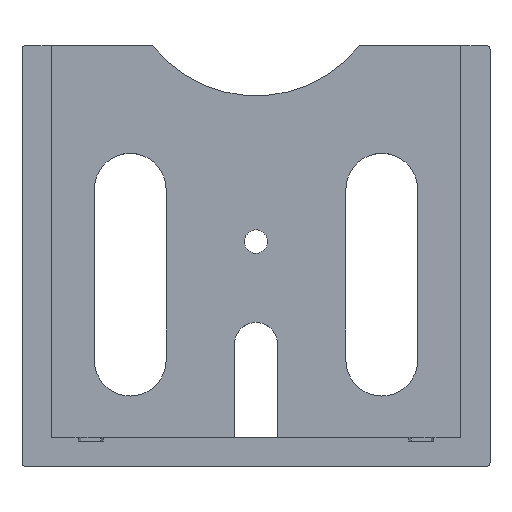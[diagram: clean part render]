
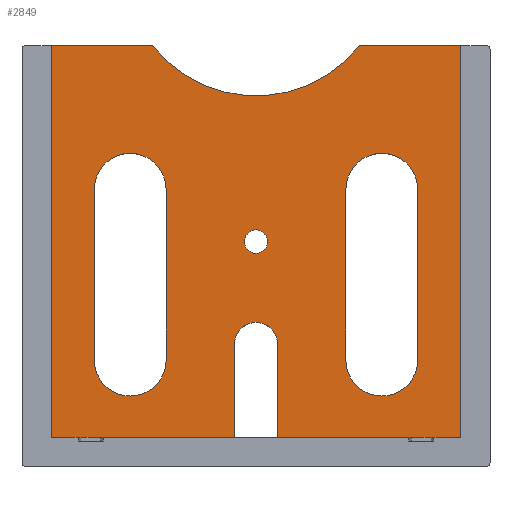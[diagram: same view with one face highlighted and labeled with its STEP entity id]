
A CAD part, top view. The second image highlights one B-rep face of the part: STEP entity #2849.
In plain terms, the highlighted planar face has unit normal (0, 0, 1).
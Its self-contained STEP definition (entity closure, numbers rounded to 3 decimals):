
#2093=CARTESIAN_POINT('Vertex',(-114.,109.,2.6)) ;
#2096=CARTESIAN_POINT('Line Origine',(-85.75,109.,2.6)) ;
#2100=CARTESIAN_POINT('Vertex',(-57.5,109.,2.6)) ;
#2250=CARTESIAN_POINT('Vertex',(57.5,109.,2.6)) ;
#2253=CARTESIAN_POINT('Line Origine',(85.75,109.,2.6)) ;
#2257=CARTESIAN_POINT('Vertex',(114.,109.,2.6)) ;
#2284=CARTESIAN_POINT('Line Origine',(114.,0.,2.6)) ;
#2288=CARTESIAN_POINT('Vertex',(114.,-109.,2.6)) ;
#2308=CARTESIAN_POINT('Line Origine',(63.,-109.,2.6)) ;
#2312=CARTESIAN_POINT('Vertex',(12.,-109.,2.6)) ;
#2338=CARTESIAN_POINT('Vertex',(-12.,-109.,2.6)) ;
#2341=CARTESIAN_POINT('Line Origine',(-63.,-109.,2.6)) ;
#2345=CARTESIAN_POINT('Vertex',(-114.,-109.,2.6)) ;
#2556=CARTESIAN_POINT('Line Origine',(-114.,0.,2.6)) ;
#2722=CARTESIAN_POINT('Axis2P3D Location',(0.,0.,2.6)) ;
#2727=CARTESIAN_POINT('Line Origine',(-12.,-83.,2.6)) ;
#2731=CARTESIAN_POINT('Vertex',(-12.,-57.,2.6)) ;
#2734=CARTESIAN_POINT('Axis2P3D Location',(0.,-57.,2.6)) ;
#2738=CARTESIAN_POINT('Vertex',(12.,-57.,2.6)) ;
#2741=CARTESIAN_POINT('Line Origine',(12.,-83.,2.6)) ;
#2746=CARTESIAN_POINT('Axis2P3D Location',(0.,154.04,2.6)) ;
#2763=CARTESIAN_POINT('Axis2P3D Location',(0.,0.,2.6)) ;
#2767=CARTESIAN_POINT('Vertex',(-6.5,0.,2.6)) ;
#2769=CARTESIAN_POINT('Vertex',(6.5,0.,2.6)) ;
#2772=CARTESIAN_POINT('Axis2P3D Location',(0.,0.,2.6)) ;
#2781=CARTESIAN_POINT('Line Origine',(-50.,-18.5,2.6)) ;
#2785=CARTESIAN_POINT('Vertex',(-50.,-66.,2.6)) ;
#2787=CARTESIAN_POINT('Vertex',(-50.,29.,2.6)) ;
#2790=CARTESIAN_POINT('Axis2P3D Location',(-70.,-66.,2.6)) ;
#2794=CARTESIAN_POINT('Vertex',(-90.,-66.,2.6)) ;
#2797=CARTESIAN_POINT('Line Origine',(-90.,-18.5,2.6)) ;
#2801=CARTESIAN_POINT('Vertex',(-90.,29.,2.6)) ;
#2804=CARTESIAN_POINT('Axis2P3D Location',(-70.,29.,2.6)) ;
#2815=CARTESIAN_POINT('Axis2P3D Location',(70.,29.,2.6)) ;
#2819=CARTESIAN_POINT('Vertex',(90.,29.,2.6)) ;
#2821=CARTESIAN_POINT('Vertex',(50.,29.,2.6)) ;
#2824=CARTESIAN_POINT('Line Origine',(90.,-18.5,2.6)) ;
#2828=CARTESIAN_POINT('Vertex',(90.,-66.,2.6)) ;
#2831=CARTESIAN_POINT('Axis2P3D Location',(70.,-66.,2.6)) ;
#2835=CARTESIAN_POINT('Vertex',(50.,-66.,2.6)) ;
#2838=CARTESIAN_POINT('Line Origine',(50.,-18.5,2.6)) ;
#2097=DIRECTION('Vector Direction',(-1.,0.,0.)) ;
#2254=DIRECTION('Vector Direction',(-1.,0.,0.)) ;
#2285=DIRECTION('Vector Direction',(0.,1.,0.)) ;
#2309=DIRECTION('Vector Direction',(1.,0.,0.)) ;
#2342=DIRECTION('Vector Direction',(1.,0.,0.)) ;
#2557=DIRECTION('Vector Direction',(0.,-1.,0.)) ;
#2723=DIRECTION('Axis2P3D Direction',(0.,0.,1.)) ;
#2724=DIRECTION('Axis2P3D XDirection',(1.,0.,0.)) ;
#2728=DIRECTION('Vector Direction',(0.,1.,0.)) ;
#2735=DIRECTION('Axis2P3D Direction',(0.,0.,1.)) ;
#2742=DIRECTION('Vector Direction',(0.,-1.,0.)) ;
#2747=DIRECTION('Axis2P3D Direction',(0.,0.,1.)) ;
#2764=DIRECTION('Axis2P3D Direction',(0.,0.,1.)) ;
#2773=DIRECTION('Axis2P3D Direction',(0.,0.,1.)) ;
#2782=DIRECTION('Vector Direction',(0.,-1.,0.)) ;
#2791=DIRECTION('Axis2P3D Direction',(0.,0.,1.)) ;
#2798=DIRECTION('Vector Direction',(0.,1.,0.)) ;
#2805=DIRECTION('Axis2P3D Direction',(0.,0.,1.)) ;
#2816=DIRECTION('Axis2P3D Direction',(0.,0.,1.)) ;
#2825=DIRECTION('Vector Direction',(0.,1.,0.)) ;
#2832=DIRECTION('Axis2P3D Direction',(0.,0.,1.)) ;
#2839=DIRECTION('Vector Direction',(0.,-1.,0.)) ;
#2725=AXIS2_PLACEMENT_3D('Plane Axis2P3D',#2722,#2723,#2724) ;
#2736=AXIS2_PLACEMENT_3D('Circle Axis2P3D',#2734,#2735,$) ;
#2748=AXIS2_PLACEMENT_3D('Circle Axis2P3D',#2746,#2747,$) ;
#2765=AXIS2_PLACEMENT_3D('Circle Axis2P3D',#2763,#2764,$) ;
#2774=AXIS2_PLACEMENT_3D('Circle Axis2P3D',#2772,#2773,$) ;
#2792=AXIS2_PLACEMENT_3D('Circle Axis2P3D',#2790,#2791,$) ;
#2806=AXIS2_PLACEMENT_3D('Circle Axis2P3D',#2804,#2805,$) ;
#2817=AXIS2_PLACEMENT_3D('Circle Axis2P3D',#2815,#2816,$) ;
#2833=AXIS2_PLACEMENT_3D('Circle Axis2P3D',#2831,#2832,$) ;
#2752=ORIENTED_EDGE('',*,*,#2560,.T.) ;
#2753=ORIENTED_EDGE('',*,*,#2347,.T.) ;
#2754=ORIENTED_EDGE('',*,*,#2733,.T.) ;
#2755=ORIENTED_EDGE('',*,*,#2740,.T.) ;
#2756=ORIENTED_EDGE('',*,*,#2745,.T.) ;
#2757=ORIENTED_EDGE('',*,*,#2314,.T.) ;
#2758=ORIENTED_EDGE('',*,*,#2290,.T.) ;
#2759=ORIENTED_EDGE('',*,*,#2259,.T.) ;
#2760=ORIENTED_EDGE('',*,*,#2750,.T.) ;
#2761=ORIENTED_EDGE('',*,*,#2102,.T.) ;
#2778=ORIENTED_EDGE('',*,*,#2771,.F.) ;
#2779=ORIENTED_EDGE('',*,*,#2776,.F.) ;
#2810=ORIENTED_EDGE('',*,*,#2789,.F.) ;
#2811=ORIENTED_EDGE('',*,*,#2796,.F.) ;
#2812=ORIENTED_EDGE('',*,*,#2803,.F.) ;
#2813=ORIENTED_EDGE('',*,*,#2808,.F.) ;
#2844=ORIENTED_EDGE('',*,*,#2823,.F.) ;
#2845=ORIENTED_EDGE('',*,*,#2830,.F.) ;
#2846=ORIENTED_EDGE('',*,*,#2837,.F.) ;
#2847=ORIENTED_EDGE('',*,*,#2842,.F.) ;
#2780=FACE_BOUND('',#2777,.T.) ;
#2814=FACE_BOUND('',#2809,.T.) ;
#2848=FACE_BOUND('',#2843,.T.) ;
#2098=VECTOR('Line Direction',#2097,1.) ;
#2255=VECTOR('Line Direction',#2254,1.) ;
#2286=VECTOR('Line Direction',#2285,1.) ;
#2310=VECTOR('Line Direction',#2309,1.) ;
#2343=VECTOR('Line Direction',#2342,1.) ;
#2558=VECTOR('Line Direction',#2557,1.) ;
#2729=VECTOR('Line Direction',#2728,1.) ;
#2743=VECTOR('Line Direction',#2742,1.) ;
#2783=VECTOR('Line Direction',#2782,1.) ;
#2799=VECTOR('Line Direction',#2798,1.) ;
#2826=VECTOR('Line Direction',#2825,1.) ;
#2840=VECTOR('Line Direction',#2839,1.) ;
#2849=ADVANCED_FACE('PartBody',(#2762,#2780,#2814,#2848),#2726,.T.) ;
#2737=CIRCLE('generated circle',#2736,12.) ;
#2749=CIRCLE('generated circle',#2748,73.04) ;
#2766=CIRCLE('generated circle',#2765,6.5) ;
#2775=CIRCLE('generated circle',#2774,6.5) ;
#2793=CIRCLE('generated circle',#2792,20.) ;
#2807=CIRCLE('generated circle',#2806,20.) ;
#2818=CIRCLE('generated circle',#2817,20.) ;
#2834=CIRCLE('generated circle',#2833,20.) ;
#2102=EDGE_CURVE('',#2101,#2094,#2099,.T.) ;
#2259=EDGE_CURVE('',#2258,#2251,#2256,.T.) ;
#2290=EDGE_CURVE('',#2289,#2258,#2287,.T.) ;
#2314=EDGE_CURVE('',#2313,#2289,#2311,.T.) ;
#2347=EDGE_CURVE('',#2346,#2339,#2344,.T.) ;
#2560=EDGE_CURVE('',#2094,#2346,#2559,.T.) ;
#2733=EDGE_CURVE('',#2339,#2732,#2730,.T.) ;
#2740=EDGE_CURVE('',#2732,#2739,#2737,.F.) ;
#2745=EDGE_CURVE('',#2739,#2313,#2744,.T.) ;
#2750=EDGE_CURVE('',#2251,#2101,#2749,.F.) ;
#2771=EDGE_CURVE('',#2768,#2770,#2766,.T.) ;
#2776=EDGE_CURVE('',#2770,#2768,#2775,.T.) ;
#2789=EDGE_CURVE('',#2786,#2788,#2784,.F.) ;
#2796=EDGE_CURVE('',#2795,#2786,#2793,.T.) ;
#2803=EDGE_CURVE('',#2802,#2795,#2800,.F.) ;
#2808=EDGE_CURVE('',#2788,#2802,#2807,.T.) ;
#2823=EDGE_CURVE('',#2820,#2822,#2818,.T.) ;
#2830=EDGE_CURVE('',#2829,#2820,#2827,.T.) ;
#2837=EDGE_CURVE('',#2836,#2829,#2834,.T.) ;
#2842=EDGE_CURVE('',#2822,#2836,#2841,.T.) ;
#2751=EDGE_LOOP('',(#2752,#2753,#2754,#2755,#2756,#2757,#2758,#2759,#2760,#2761)) ;
#2777=EDGE_LOOP('',(#2778,#2779)) ;
#2809=EDGE_LOOP('',(#2810,#2811,#2812,#2813)) ;
#2843=EDGE_LOOP('',(#2844,#2845,#2846,#2847)) ;
#2762=FACE_OUTER_BOUND('',#2751,.T.) ;
#2099=LINE('Line',#2096,#2098) ;
#2256=LINE('Line',#2253,#2255) ;
#2287=LINE('Line',#2284,#2286) ;
#2311=LINE('Line',#2308,#2310) ;
#2344=LINE('Line',#2341,#2343) ;
#2559=LINE('Line',#2556,#2558) ;
#2730=LINE('Line',#2727,#2729) ;
#2744=LINE('Line',#2741,#2743) ;
#2784=LINE('Line',#2781,#2783) ;
#2800=LINE('Line',#2797,#2799) ;
#2827=LINE('Line',#2824,#2826) ;
#2841=LINE('Line',#2838,#2840) ;
#2726=PLANE('',#2725) ;
#2094=VERTEX_POINT('',#2093) ;
#2101=VERTEX_POINT('',#2100) ;
#2251=VERTEX_POINT('',#2250) ;
#2258=VERTEX_POINT('',#2257) ;
#2289=VERTEX_POINT('',#2288) ;
#2313=VERTEX_POINT('',#2312) ;
#2339=VERTEX_POINT('',#2338) ;
#2346=VERTEX_POINT('',#2345) ;
#2732=VERTEX_POINT('',#2731) ;
#2739=VERTEX_POINT('',#2738) ;
#2768=VERTEX_POINT('',#2767) ;
#2770=VERTEX_POINT('',#2769) ;
#2786=VERTEX_POINT('',#2785) ;
#2788=VERTEX_POINT('',#2787) ;
#2795=VERTEX_POINT('',#2794) ;
#2802=VERTEX_POINT('',#2801) ;
#2820=VERTEX_POINT('',#2819) ;
#2822=VERTEX_POINT('',#2821) ;
#2829=VERTEX_POINT('',#2828) ;
#2836=VERTEX_POINT('',#2835) ;
